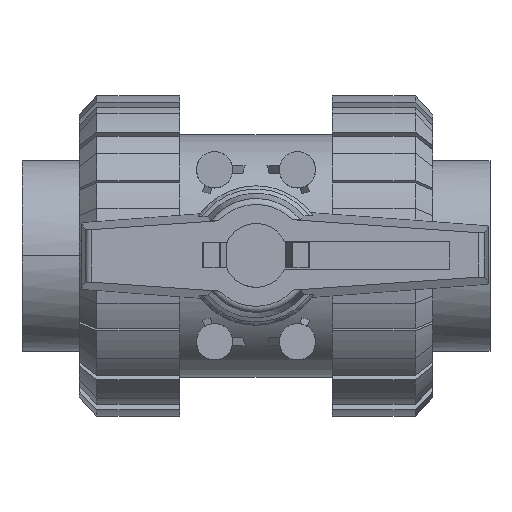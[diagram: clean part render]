
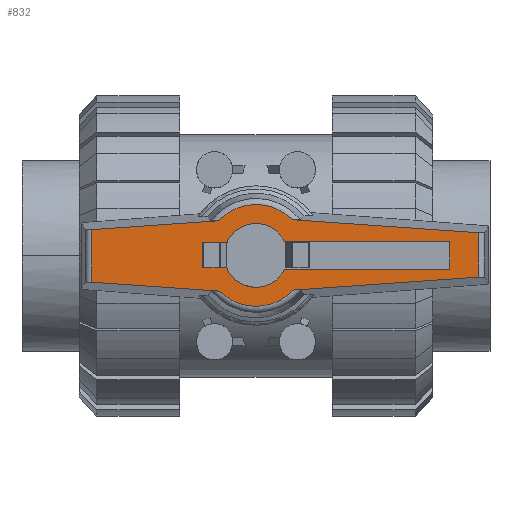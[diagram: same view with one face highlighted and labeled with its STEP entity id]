
A CAD part, top view. The second image highlights one B-rep face of the part: STEP entity #832.
In plain terms, the highlighted planar face has unit normal (0, 0, 1).
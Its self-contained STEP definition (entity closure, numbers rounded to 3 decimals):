
#832=ADVANCED_FACE('',(#1919,#1920),#1921,.T.);
#1919=FACE_BOUND('',#3335,.T.);
#1920=FACE_OUTER_BOUND('',#3336,.T.);
#1921=PLANE('',#3337);
#3335=EDGE_LOOP('',(#5844,#5845,#5846,#5847,#5848,#5849,#5850,#5851));
#3336=EDGE_LOOP('',(#5852,#5853,#5854,#5855,#5856,#5857,#5858,#5859));
#3337=AXIS2_PLACEMENT_3D('',#5860,#5861,#5862);
#5844=ORIENTED_EDGE('',*,*,#9321,.T.);
#5845=ORIENTED_EDGE('',*,*,#9392,.T.);
#5846=ORIENTED_EDGE('',*,*,#9499,.T.);
#5847=ORIENTED_EDGE('',*,*,#9507,.T.);
#5848=ORIENTED_EDGE('',*,*,#9303,.T.);
#5849=ORIENTED_EDGE('',*,*,#9243,.T.);
#5850=ORIENTED_EDGE('',*,*,#9234,.T.);
#5851=ORIENTED_EDGE('',*,*,#9312,.T.);
#5852=ORIENTED_EDGE('',*,*,#9456,.T.);
#5853=ORIENTED_EDGE('',*,*,#9611,.T.);
#5854=ORIENTED_EDGE('',*,*,#9553,.T.);
#5855=ORIENTED_EDGE('',*,*,#9560,.F.);
#5856=ORIENTED_EDGE('',*,*,#9488,.T.);
#5857=ORIENTED_EDGE('',*,*,#9591,.T.);
#5858=ORIENTED_EDGE('',*,*,#9534,.T.);
#5859=ORIENTED_EDGE('',*,*,#9541,.T.);
#5860=CARTESIAN_POINT('',(7.994,0.0,160.5));
#5861=DIRECTION('',(0.0,0.0,1.0));
#5862=DIRECTION('',(1.0,0.0,0.0));
#9234=EDGE_CURVE('',#11030,#11031,#11032,.T.);
#9243=EDGE_CURVE('',#11045,#11030,#11046,.T.);
#9303=EDGE_CURVE('',#11142,#11045,#11143,.T.);
#9312=EDGE_CURVE('',#11031,#11156,#11157,.T.);
#9321=EDGE_CURVE('',#11156,#11167,#11168,.T.);
#9392=EDGE_CURVE('',#11167,#11259,#11261,.T.);
#9456=EDGE_CURVE('',#11369,#11367,#11370,.T.);
#9488=EDGE_CURVE('',#11424,#11422,#11425,.T.);
#9499=EDGE_CURVE('',#11259,#11442,#11443,.T.);
#9507=EDGE_CURVE('',#11442,#11142,#11452,.T.);
#9534=EDGE_CURVE('',#11489,#11487,#11490,.T.);
#9541=EDGE_CURVE('',#11487,#11369,#11500,.T.);
#9553=EDGE_CURVE('',#11517,#11515,#11518,.T.);
#9560=EDGE_CURVE('',#11424,#11515,#11528,.T.);
#9591=EDGE_CURVE('',#11422,#11489,#11565,.T.);
#9611=EDGE_CURVE('',#11367,#11517,#11585,.T.);
#11030=VERTEX_POINT('',#13675);
#11031=VERTEX_POINT('',#13676);
#11032=LINE('',#13677,#13678);
#11045=VERTEX_POINT('',#13697);
#11046=LINE('',#13698,#13699);
#11142=VERTEX_POINT('',#13828);
#11143=CIRCLE('',#13829,10.0);
#11156=VERTEX_POINT('',#13844);
#11157=LINE('',#13845,#13846);
#11167=VERTEX_POINT('',#13861);
#11168=CIRCLE('',#13862,10.0);
#11259=VERTEX_POINT('',#13986);
#11261=LINE('',#13989,#13990);
#11367=VERTEX_POINT('',#14295);
#11369=VERTEX_POINT('',#14322);
#11370=LINE('',#14323,#14324);
#11422=VERTEX_POINT('',#14490);
#11424=VERTEX_POINT('',#14517);
#11425=LINE('',#14518,#14519);
#11442=VERTEX_POINT('',#14541);
#11443=LINE('',#14542,#14543);
#11452=LINE('',#14555,#14556);
#11487=VERTEX_POINT('',#14601);
#11489=VERTEX_POINT('',#14603);
#11490=LINE('',#14604,#14605);
#11500=LINE('',#14675,#14676);
#11515=VERTEX_POINT('',#14695);
#11517=VERTEX_POINT('',#14697);
#11518=LINE('',#14698,#14699);
#11528=LINE('',#14769,#14770);
#11565=CIRCLE('',#14879,15.988);
#11585=CIRCLE('',#14899,15.988);
#13675=CARTESIAN_POINT('',(60.833,4.375,160.5));
#13676=CARTESIAN_POINT('',(60.833,-4.375,160.5));
#13677=CARTESIAN_POINT('',(60.833,0.0,160.5));
#13678=VECTOR('',#19297,1.0);
#13697=CARTESIAN_POINT('',(8.992,4.375,160.5));
#13698=CARTESIAN_POINT('',(19.205,4.375,160.5));
#13699=VECTOR('',#19304,1.0);
#13828=CARTESIAN_POINT('',(-9.192,3.938,160.5));
#13829=AXIS2_PLACEMENT_3D('',#19392,#19393,#19394);
#13844=CARTESIAN_POINT('',(8.992,-4.375,160.5));
#13845=CARTESIAN_POINT('',(19.205,-4.375,160.5));
#13846=VECTOR('',#19409,1.0);
#13861=CARTESIAN_POINT('',(-9.192,-3.938,160.5));
#13862=AXIS2_PLACEMENT_3D('',#19415,#19416,#19417);
#13986=CARTESIAN_POINT('',(-16.933,-3.938,160.5));
#13989=CARTESIAN_POINT('',(-2.601,-3.938,160.5));
#13990=VECTOR('',#19485,1.0);
#14295=CARTESIAN_POINT('',(-11.394,-11.216,160.5));
#14322=CARTESIAN_POINT('',(-51.662,-8.4,160.5));
#14323=CARTESIAN_POINT('',(-4.192,-11.72,160.5));
#14324=VECTOR('',#19539,1.0);
#14490=CARTESIAN_POINT('',(11.394,11.216,160.5));
#14517=CARTESIAN_POINT('',(69.912,7.124,160.5));
#14518=CARTESIAN_POINT('',(37.881,9.364,160.5));
#14519=VECTOR('',#19567,1.0);
#14541=CARTESIAN_POINT('',(-16.933,3.938,160.5));
#14542=CARTESIAN_POINT('',(-16.933,5.906,160.5));
#14543=VECTOR('',#19582,1.0);
#14555=CARTESIAN_POINT('',(-2.601,3.938,160.5));
#14556=VECTOR('',#19589,1.0);
#14601=CARTESIAN_POINT('',(-51.662,8.09,160.5));
#14603=CARTESIAN_POINT('',(-11.712,10.883,160.5));
#14604=CARTESIAN_POINT('',(-3.074,11.487,160.5));
#14605=VECTOR('',#19621,1.0);
#14675=CARTESIAN_POINT('',(-51.662,15.75,160.5));
#14676=VECTOR('',#19623,1.0);
#14695=CARTESIAN_POINT('',(69.912,-6.814,160.5));
#14697=CARTESIAN_POINT('',(11.712,-10.883,160.5));
#14698=CARTESIAN_POINT('',(38.956,-8.978,160.5));
#14699=VECTOR('',#19637,1.0);
#14769=CARTESIAN_POINT('',(69.912,15.75,160.5));
#14770=VECTOR('',#19639,1.0);
#14879=AXIS2_PLACEMENT_3D('',#19674,#19675,#19676);
#14899=AXIS2_PLACEMENT_3D('',#19701,#19702,#19703);
#19297=DIRECTION('',(0.0,-1.0,0.0));
#19304=DIRECTION('',(1.0,0.0,-0.0));
#19392=CARTESIAN_POINT('',(0.0,0.0,160.5));
#19393=DIRECTION('',(0.0,0.0,-1.0));
#19394=DIRECTION('',(1.0,0.0,0.0));
#19409=DIRECTION('',(-1.0,0.0,0.0));
#19415=CARTESIAN_POINT('',(0.0,0.0,160.5));
#19416=DIRECTION('',(0.0,0.0,-1.0));
#19417=DIRECTION('',(1.0,0.0,0.0));
#19485=DIRECTION('',(-1.0,0.0,0.0));
#19539=DIRECTION('',(0.998,-0.07,0.0));
#19567=DIRECTION('',(-0.998,0.07,0.0));
#19582=DIRECTION('',(0.0,1.0,-0.0));
#19589=DIRECTION('',(1.0,0.0,0.0));
#19621=DIRECTION('',(-0.998,-0.07,0.0));
#19623=DIRECTION('',(0.0,-1.0,0.0));
#19637=DIRECTION('',(0.998,0.07,-0.0));
#19639=DIRECTION('',(0.0,-1.0,0.0));
#19674=CARTESIAN_POINT('',(0.0,0.0,160.5));
#19675=DIRECTION('',(0.0,0.0,1.0));
#19676=DIRECTION('',(1.0,0.0,0.0));
#19701=CARTESIAN_POINT('',(0.0,0.0,160.5));
#19702=DIRECTION('',(0.0,0.0,1.0));
#19703=DIRECTION('',(1.0,0.0,0.0));
